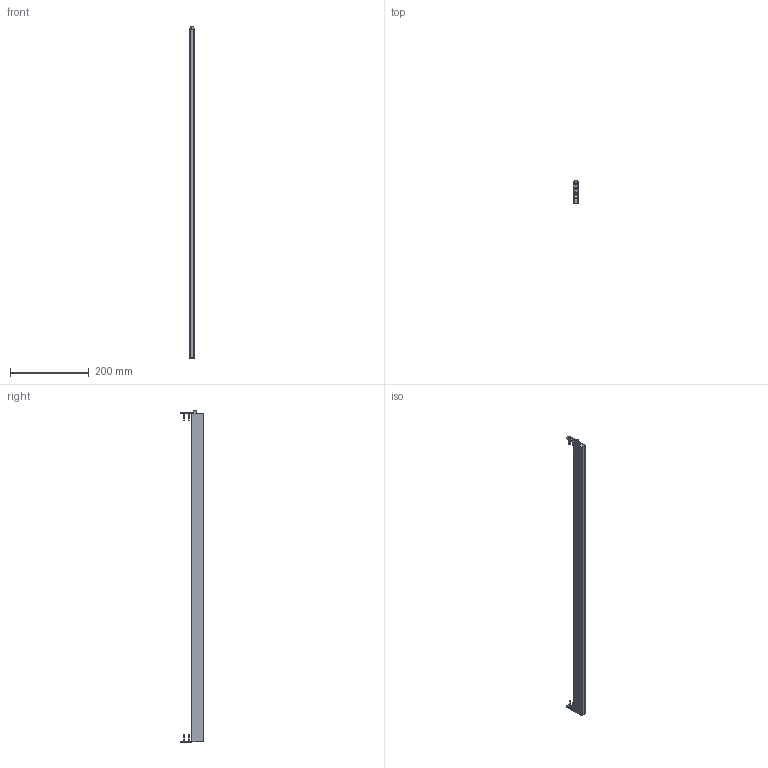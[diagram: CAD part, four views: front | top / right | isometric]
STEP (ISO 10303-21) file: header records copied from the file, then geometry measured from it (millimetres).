
FILE_DESCRIPTION (( 'STEP AP203' ), '1' );
FILE_NAME ('HS835_plus.STEP', '2024-12-31T08:05:18', ( '' ), ( '' ), 'SwSTEP 2.0', 'SolidWorks 2023', '' );
FILE_SCHEMA (( 'CONFIG_CONTROL_DESIGN' ));
Length unit declared in the file: millimetre
Products named in the file (6): Innengeometrie_HS_plus_835; Schraube d3x20_01; Betätigungsteil_HS; HS835_plus; Aussengehäuse_HS_835; Haltewinkel_HS_01
Assembly tree (9 placements, depth 2):
  HS835_plus
    Aussengehäuse_HS_835
    Betätigungsteil_HS
    Haltewinkel_HS_01  x2
    Schraube d3x20_01  x4
    Innengeometrie_HS_plus_835
Bounding box: 13.2 x 58.03 x 841 mm (x, y, z)
Volume: 187600.4 mm3; surface area: 226676.8 mm2
Topology: 22 solids, 22 shells, 1093 faces, 3017 edges, 1996 vertices
Faces by surface type: plane 535, bspline 442, cylinder 90, cone 24, torus 2
Entity records: 41753 total; most frequent: CARTESIAN_POINT 22829, ORIENTED_EDGE 4408, DIRECTION 2532, EDGE_CURVE 2204, VERTEX_POINT 1465, LINE 1422, VECTOR 1422, EDGE_LOOP 893
